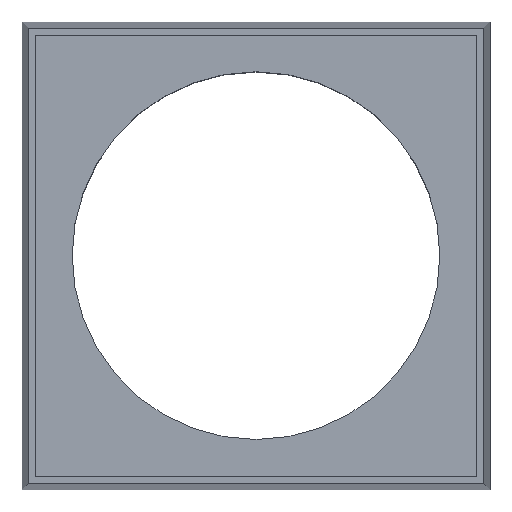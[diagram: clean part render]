
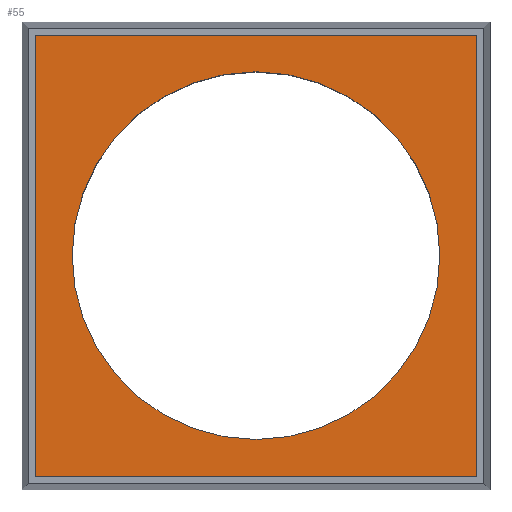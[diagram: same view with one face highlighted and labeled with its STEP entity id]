
A CAD part, top view. The second image highlights one B-rep face of the part: STEP entity #55.
In plain terms, the highlighted planar face has unit normal (0, 0, 1).
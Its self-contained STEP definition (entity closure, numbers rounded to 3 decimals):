
#36=CIRCLE('',#248,16.5);
#41=FACE_BOUND('',#88,.T.);
#42=FACE_BOUND('',#89,.T.);
#55=ADVANCED_FACE('',(#41,#42),#67,.T.);
#67=PLANE('',#249);
#88=EDGE_LOOP('',(#137));
#89=EDGE_LOOP('',(#138,#139,#140,#141));
#137=ORIENTED_EDGE('',*,*,#187,.F.);
#138=ORIENTED_EDGE('',*,*,#180,.T.);
#139=ORIENTED_EDGE('',*,*,#183,.T.);
#140=ORIENTED_EDGE('',*,*,#185,.T.);
#141=ORIENTED_EDGE('',*,*,#186,.T.);
#157=VERTEX_POINT('',#343);
#158=VERTEX_POINT('',#345);
#159=VERTEX_POINT('',#349);
#160=VERTEX_POINT('',#353);
#161=VERTEX_POINT('',#359);
#180=EDGE_CURVE('',#158,#157,#205,.T.);
#183=EDGE_CURVE('',#157,#159,#208,.T.);
#185=EDGE_CURVE('',#159,#160,#210,.T.);
#186=EDGE_CURVE('',#160,#158,#211,.T.);
#187=EDGE_CURVE('',#161,#161,#36,.T.);
#205=LINE('',#344,#229);
#208=LINE('',#350,#232);
#210=LINE('',#354,#234);
#211=LINE('',#356,#235);
#229=VECTOR('',#284,1.);
#232=VECTOR('',#289,1.);
#234=VECTOR('',#293,1.);
#235=VECTOR('',#296,1.);
#248=AXIS2_PLACEMENT_3D('',#358,#299,#300);
#249=AXIS2_PLACEMENT_3D('',#360,#301,#302);
#284=DIRECTION('',(0.,-1.,0.));
#289=DIRECTION('',(1.,0.,0.));
#293=DIRECTION('',(0.,1.,0.));
#296=DIRECTION('',(-1.,0.,0.));
#299=DIRECTION('',(0.,0.,1.));
#300=DIRECTION('',(1.,0.,0.));
#301=DIRECTION('',(0.,0.,1.));
#302=DIRECTION('',(1.,0.,0.));
#343=CARTESIAN_POINT('',(-19.8,-19.8,17.7));
#344=CARTESIAN_POINT('',(-19.8,19.8,17.7));
#345=CARTESIAN_POINT('',(-19.8,19.8,17.7));
#349=CARTESIAN_POINT('',(19.8,-19.8,17.7));
#350=CARTESIAN_POINT('',(-19.8,-19.8,17.7));
#353=CARTESIAN_POINT('',(19.8,19.8,17.7));
#354=CARTESIAN_POINT('',(19.8,-19.8,17.7));
#356=CARTESIAN_POINT('',(19.8,19.8,17.7));
#358=CARTESIAN_POINT('',(0.,0.,17.7));
#359=CARTESIAN_POINT('',(16.5,0.,17.7));
#360=CARTESIAN_POINT('',(0.,0.,17.7));
